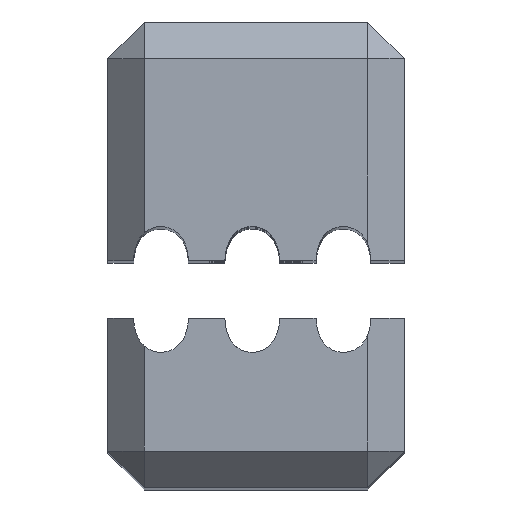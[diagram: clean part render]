
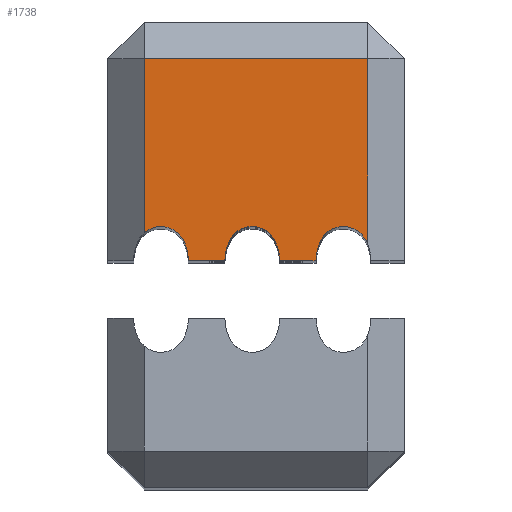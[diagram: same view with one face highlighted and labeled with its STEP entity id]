
A CAD part, top view. The second image highlights one B-rep face of the part: STEP entity #1738.
In plain terms, the highlighted planar face has unit normal (0, 0, 1).
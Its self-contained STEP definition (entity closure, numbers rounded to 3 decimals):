
#183=CIRCLE('',#1921,1.);
#184=CIRCLE('',#1923,0.555);
#185=CIRCLE('',#1925,1.);
#186=CIRCLE('',#1928,1.);
#187=CIRCLE('',#1930,0.555);
#188=CIRCLE('',#1932,1.);
#189=CIRCLE('',#1937,1.);
#190=CIRCLE('',#1939,0.555);
#298=FACE_OUTER_BOUND('',#406,.T.);
#406=EDGE_LOOP('',(#1582,#1583,#1584,#1585,#1586,#1587,#1588,#1589,#1590,
#1591,#1592,#1593,#1594));
#486=LINE('',#2866,#622);
#494=LINE('',#2883,#630);
#498=LINE('',#2891,#634);
#518=LINE('',#3096,#654);
#530=LINE('',#3189,#666);
#622=VECTOR('',#2218,10.);
#630=VECTOR('',#2234,10.);
#634=VECTOR('',#2240,10.);
#654=VECTOR('',#2334,10.);
#666=VECTOR('',#2380,10.);
#766=VERTEX_POINT('',#2854);
#769=VERTEX_POINT('',#2864);
#773=VERTEX_POINT('',#2874);
#777=VERTEX_POINT('',#2890);
#820=VERTEX_POINT('',#3093);
#821=VERTEX_POINT('',#3095);
#832=VERTEX_POINT('',#3186);
#833=VERTEX_POINT('',#3188);
#834=VERTEX_POINT('',#3193);
#835=VERTEX_POINT('',#3197);
#836=VERTEX_POINT('',#3206);
#837=VERTEX_POINT('',#3210);
#838=VERTEX_POINT('',#3221);
#977=EDGE_CURVE('',#769,#766,#486,.T.);
#986=EDGE_CURVE('',#766,#773,#494,.T.);
#990=EDGE_CURVE('',#773,#777,#498,.T.);
#1047=EDGE_CURVE('',#821,#820,#518,.T.);
#1070=EDGE_CURVE('',#833,#832,#530,.T.);
#1074=EDGE_CURVE('',#832,#834,#183,.T.);
#1076=EDGE_CURVE('',#834,#835,#184,.T.);
#1077=EDGE_CURVE('',#835,#821,#185,.T.);
#1080=EDGE_CURVE('',#836,#777,#186,.T.);
#1082=EDGE_CURVE('',#837,#836,#187,.T.);
#1084=EDGE_CURVE('',#820,#837,#188,.T.);
#1087=EDGE_CURVE('',#838,#833,#189,.T.);
#1090=EDGE_CURVE('',#769,#838,#190,.T.);
#1582=ORIENTED_EDGE('',*,*,#977,.F.);
#1583=ORIENTED_EDGE('',*,*,#1090,.T.);
#1584=ORIENTED_EDGE('',*,*,#1087,.T.);
#1585=ORIENTED_EDGE('',*,*,#1070,.T.);
#1586=ORIENTED_EDGE('',*,*,#1074,.T.);
#1587=ORIENTED_EDGE('',*,*,#1076,.T.);
#1588=ORIENTED_EDGE('',*,*,#1077,.T.);
#1589=ORIENTED_EDGE('',*,*,#1047,.T.);
#1590=ORIENTED_EDGE('',*,*,#1084,.T.);
#1591=ORIENTED_EDGE('',*,*,#1082,.T.);
#1592=ORIENTED_EDGE('',*,*,#1080,.T.);
#1593=ORIENTED_EDGE('',*,*,#990,.F.);
#1594=ORIENTED_EDGE('',*,*,#986,.F.);
#1642=PLANE('',#1942);
#1738=ADVANCED_FACE('',(#298),#1642,.T.);
#1921=AXIS2_PLACEMENT_3D('',#3195,#2386,#2387);
#1923=AXIS2_PLACEMENT_3D('',#3199,#2391,#2392);
#1925=AXIS2_PLACEMENT_3D('',#3201,#2395,#2396);
#1928=AXIS2_PLACEMENT_3D('',#3207,#2403,#2404);
#1930=AXIS2_PLACEMENT_3D('',#3211,#2408,#2409);
#1932=AXIS2_PLACEMENT_3D('',#3214,#2413,#2414);
#1937=AXIS2_PLACEMENT_3D('',#3222,#2425,#2426);
#1939=AXIS2_PLACEMENT_3D('',#3226,#2431,#2432);
#1942=AXIS2_PLACEMENT_3D('',#3229,#2437,#2438);
#2218=DIRECTION('',(0.,1.,0.));
#2234=DIRECTION('',(1.,0.001,0.));
#2240=DIRECTION('',(0.,-1.,0.));
#2334=DIRECTION('',(1.,0.,0.));
#2380=DIRECTION('',(1.,0.,0.));
#2386=DIRECTION('center_axis',(0.,0.,-1.));
#2387=DIRECTION('ref_axis',(-0.899,0.438,0.));
#2391=DIRECTION('center_axis',(0.,0.,-1.));
#2392=DIRECTION('ref_axis',(0.899,0.438,0.));
#2395=DIRECTION('center_axis',(0.,0.,-1.));
#2396=DIRECTION('ref_axis',(1.,0.,0.));
#2403=DIRECTION('center_axis',(0.,0.,-1.));
#2404=DIRECTION('ref_axis',(1.,0.,0.));
#2408=DIRECTION('center_axis',(0.,0.,-1.));
#2409=DIRECTION('ref_axis',(0.899,0.438,0.));
#2413=DIRECTION('center_axis',(0.,0.,-1.));
#2414=DIRECTION('ref_axis',(-0.899,0.438,0.));
#2425=DIRECTION('center_axis',(0.,0.,-1.));
#2426=DIRECTION('ref_axis',(1.,0.,0.));
#2431=DIRECTION('center_axis',(0.,0.,-1.));
#2432=DIRECTION('ref_axis',(0.899,0.438,0.));
#2437=DIRECTION('center_axis',(0.,0.,1.));
#2438=DIRECTION('ref_axis',(1.,0.,0.));
#2854=CARTESIAN_POINT('',(-28.4,83.321,16.));
#2864=CARTESIAN_POINT('',(-28.4,79.502,16.));
#2866=CARTESIAN_POINT('',(-28.4,85.704,16.));
#2874=CARTESIAN_POINT('',(-23.5,83.327,16.));
#2883=CARTESIAN_POINT('',(-26.528,83.323,16.));
#2890=CARTESIAN_POINT('',(-23.5,79.249,16.));
#2891=CARTESIAN_POINT('',(-23.5,80.199,16.));
#3093=CARTESIAN_POINT('',(-24.633,78.89,16.));
#3095=CARTESIAN_POINT('',(-25.433,78.89,16.));
#3096=CARTESIAN_POINT('',(-24.633,78.89,16.));
#3186=CARTESIAN_POINT('',(-26.633,78.89,16.));
#3188=CARTESIAN_POINT('',(-27.433,78.89,16.));
#3189=CARTESIAN_POINT('',(-26.633,78.89,16.));
#3193=CARTESIAN_POINT('',(-26.532,79.328,16.));
#3195=CARTESIAN_POINT('Origin',(-25.633,78.89,16.));
#3197=CARTESIAN_POINT('',(-25.534,79.328,16.));
#3199=CARTESIAN_POINT('Origin',(-26.033,79.085,16.));
#3201=CARTESIAN_POINT('Origin',(-26.433,78.89,16.));
#3206=CARTESIAN_POINT('',(-23.534,79.328,16.));
#3207=CARTESIAN_POINT('Origin',(-24.433,78.89,16.));
#3210=CARTESIAN_POINT('',(-24.532,79.328,16.));
#3211=CARTESIAN_POINT('Origin',(-24.033,79.085,16.));
#3214=CARTESIAN_POINT('Origin',(-23.633,78.89,16.));
#3221=CARTESIAN_POINT('',(-27.534,79.328,16.));
#3222=CARTESIAN_POINT('Origin',(-28.433,78.89,16.));
#3226=CARTESIAN_POINT('Origin',(-28.033,79.085,16.));
#3229=CARTESIAN_POINT('Origin',(-30.356,81.509,16.));
